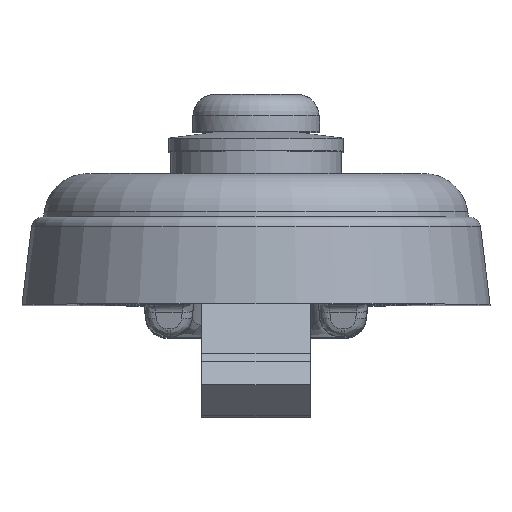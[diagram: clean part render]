
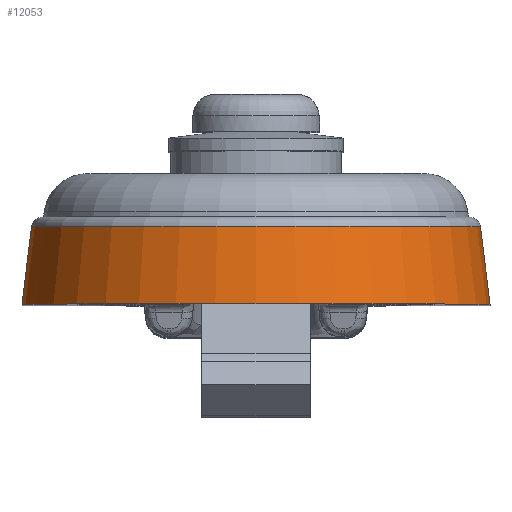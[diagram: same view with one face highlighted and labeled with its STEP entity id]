
A CAD part, top view. The second image highlights one B-rep face of the part: STEP entity #12053.
In plain terms, the highlighted conical face has half-angle 7 degrees and reference radius 17.066 mm.
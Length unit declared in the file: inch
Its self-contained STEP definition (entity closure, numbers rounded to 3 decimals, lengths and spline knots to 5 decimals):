
#92=CONICAL_SURFACE('',#13032,0.67188,0.122);
#382=CIRCLE('',#12787,0.67188);
#493=CIRCLE('',#13024,0.64455);
#1703=FACE_OUTER_BOUND('',#2462,.T.);
#2462=EDGE_LOOP('',(#11033,#11034,#11035,#11036));
#3541=LINE('',#23302,#4606);
#3542=LINE('',#23304,#4607);
#4606=VECTOR('',#15801,0.3937);
#4607=VECTOR('',#15804,0.3937);
#5844=VERTEX_POINT('',#21402);
#5845=VERTEX_POINT('',#21404);
#5963=VERTEX_POINT('',#23281);
#5966=VERTEX_POINT('',#23286);
#7393=EDGE_CURVE('',#5845,#5844,#382,.T.);
#7660=EDGE_CURVE('',#5966,#5963,#493,.T.);
#7668=EDGE_CURVE('',#5844,#5963,#3541,.T.);
#7669=EDGE_CURVE('',#5845,#5966,#3542,.T.);
#11033=ORIENTED_EDGE('',*,*,#7660,.F.);
#11034=ORIENTED_EDGE('',*,*,#7669,.F.);
#11035=ORIENTED_EDGE('',*,*,#7393,.T.);
#11036=ORIENTED_EDGE('',*,*,#7668,.T.);
#12053=ADVANCED_FACE('',(#1703),#92,.T.);
#12787=AXIS2_PLACEMENT_3D('',#21405,#15215,#15216);
#13024=AXIS2_PLACEMENT_3D('',#23288,#15781,#15782);
#13032=AXIS2_PLACEMENT_3D('',#23303,#15802,#15803);
#15215=DIRECTION('center_axis',(0.,1.,0.));
#15216=DIRECTION('ref_axis',(-1.,0.,0.));
#15781=DIRECTION('center_axis',(0.,1.,0.));
#15782=DIRECTION('ref_axis',(0.,0.,1.));
#15801=DIRECTION('',(-0.122,0.993,0.));
#15802=DIRECTION('center_axis',(0.,-1.,0.));
#15803=DIRECTION('ref_axis',(-1.,0.,0.));
#15804=DIRECTION('',(0.122,0.993,0.));
#21402=CARTESIAN_POINT('',(0.67188,0.,1.17188));
#21404=CARTESIAN_POINT('',(-0.67188,0.,1.17188));
#21405=CARTESIAN_POINT('Origin',(0.,0.,1.17188));
#23281=CARTESIAN_POINT('',(0.64455,0.22256,1.17188));
#23286=CARTESIAN_POINT('',(-0.64455,0.22256,1.17188));
#23288=CARTESIAN_POINT('Origin',(0.,0.22256,
1.17188));
#23302=CARTESIAN_POINT('',(0.67188,0.,1.17188));
#23303=CARTESIAN_POINT('Origin',(0.,0.,1.17188));
#23304=CARTESIAN_POINT('',(-0.67188,0.,1.17188));
